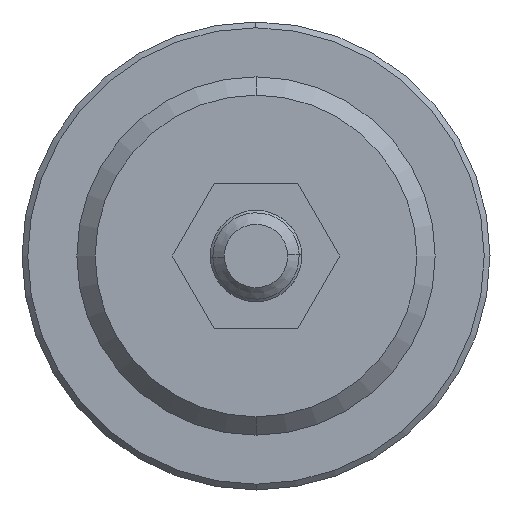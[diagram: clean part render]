
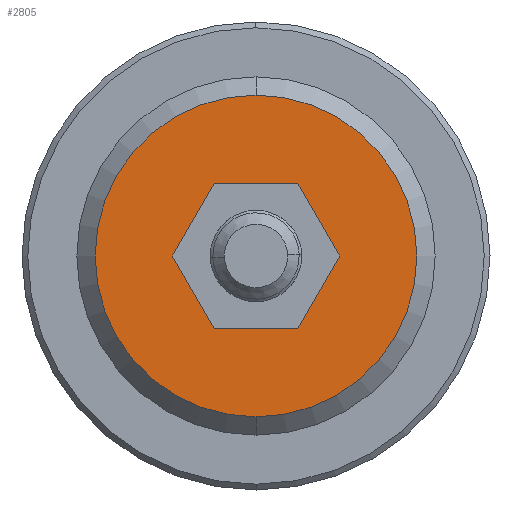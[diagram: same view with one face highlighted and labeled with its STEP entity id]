
A CAD part, front view. The second image highlights one B-rep face of the part: STEP entity #2805.
In plain terms, the highlighted planar face has unit normal (0, -1, 0).
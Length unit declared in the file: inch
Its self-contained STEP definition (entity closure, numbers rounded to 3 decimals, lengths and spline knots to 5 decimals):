
#1 = ORIENTED_EDGE ( 'NONE', *, *, #3904, .T. ) ;
#50 = DIRECTION ( 'NONE',  ( 0.5, 0., 0.866 ) ) ;
#184 = VECTOR ( 'NONE', #2560, 39.37008 ) ;
#204 = LINE ( 'NONE', #3180, #3244 ) ;
#253 = VECTOR ( 'NONE', #2653, 39.37008 ) ;
#303 = CARTESIAN_POINT ( 'NONE',  ( 0., 0., 0. ) ) ;
#367 = LINE ( 'NONE', #2287, #2223 ) ;
#502 = ORIENTED_EDGE ( 'NONE', *, *, #810, .F. ) ;
#608 = ORIENTED_EDGE ( 'NONE', *, *, #3259, .F. ) ;
#613 = DIRECTION ( 'NONE',  ( 0., -1., 0. ) ) ;
#628 = CARTESIAN_POINT ( 'NONE',  ( 0., 0., 0. ) ) ;
#736 = AXIS2_PLACEMENT_3D ( 'NONE', #1834, #613, #4825 ) ;
#753 = VERTEX_POINT ( 'NONE', #2651 ) ;
#810 = EDGE_CURVE ( 'NONE', #2117, #3950, #4560, .T. ) ;
#855 = VERTEX_POINT ( 'NONE', #1899 ) ;
#1053 = FACE_BOUND ( 'NONE', #4724, .T. ) ;
#1140 = CIRCLE ( 'NONE', #1759, 0.22 ) ;
#1142 = CARTESIAN_POINT ( 'NONE',  ( 0.11433, 0., 0. ) ) ;
#1230 = CARTESIAN_POINT ( 'NONE',  ( 0., 0., -0.22 ) ) ;
#1259 = EDGE_CURVE ( 'NONE', #855, #3949, #367, .T. ) ;
#1326 = ORIENTED_EDGE ( 'NONE', *, *, #1259, .F. ) ;
#1398 = CARTESIAN_POINT ( 'NONE',  ( -0.11433, 0., 0. ) ) ;
#1615 = EDGE_CURVE ( 'NONE', #2442, #753, #2840, .T. ) ;
#1759 = AXIS2_PLACEMENT_3D ( 'NONE', #628, #1851, #4511 ) ;
#1797 = CARTESIAN_POINT ( 'NONE',  ( 0.11433, 0., 0. ) ) ;
#1804 = LINE ( 'NONE', #4824, #184 ) ;
#1809 = DIRECTION ( 'NONE',  ( 0., 0., 1. ) ) ;
#1834 = CARTESIAN_POINT ( 'NONE',  ( 0., 0., 0. ) ) ;
#1842 = ORIENTED_EDGE ( 'NONE', *, *, #4569, .F. ) ;
#1851 = DIRECTION ( 'NONE',  ( 0., -1., 0. ) ) ;
#1899 = CARTESIAN_POINT ( 'NONE',  ( -0.05717, 0., 0.09902 ) ) ;
#2094 = EDGE_CURVE ( 'NONE', #3950, #2430, #3348, .T. ) ;
#2117 = VERTEX_POINT ( 'NONE', #3795 ) ;
#2148 = PLANE ( 'NONE',  #4110 ) ;
#2151 = VECTOR ( 'NONE', #3764, 39.37008 ) ;
#2223 = VECTOR ( 'NONE', #4869, 39.37008 ) ;
#2287 = CARTESIAN_POINT ( 'NONE',  ( -0.05717, 0., 0.09902 ) ) ;
#2427 = CARTESIAN_POINT ( 'NONE',  ( -0.05717, 0., -0.09902 ) ) ;
#2430 = VERTEX_POINT ( 'NONE', #4166 ) ;
#2442 = VERTEX_POINT ( 'NONE', #1230 ) ;
#2497 = ORIENTED_EDGE ( 'NONE', *, *, #1615, .T. ) ;
#2521 = LINE ( 'NONE', #2988, #2151 ) ;
#2560 = DIRECTION ( 'NONE',  ( 0.5, 0., -0.866 ) ) ;
#2651 = CARTESIAN_POINT ( 'NONE',  ( 0., 0., 0.22 ) ) ;
#2653 = DIRECTION ( 'NONE',  ( -0.5, 0., 0.866 ) ) ;
#2805 = ADVANCED_FACE ( 'NONE', ( #3275, #1053 ), #2148, .F. ) ;
#2840 = CIRCLE ( 'NONE', #736, 0.22 ) ;
#2956 = DIRECTION ( 'NONE',  ( 0., 1., 0. ) ) ;
#2988 = CARTESIAN_POINT ( 'NONE',  ( 0.05717, 0., 0.09902 ) ) ;
#3019 = EDGE_LOOP ( 'NONE', ( #1, #2497 ) ) ;
#3180 = CARTESIAN_POINT ( 'NONE',  ( -0.05717, 0., -0.09902 ) ) ;
#3202 = DIRECTION ( 'NONE',  ( 1., 0., 0. ) ) ;
#3244 = VECTOR ( 'NONE', #3202, 39.37008 ) ;
#3259 = EDGE_CURVE ( 'NONE', #3949, #4157, #1804, .T. ) ;
#3275 = FACE_OUTER_BOUND ( 'NONE', #3019, .T. ) ;
#3348 = LINE ( 'NONE', #1142, #253 ) ;
#3474 = ORIENTED_EDGE ( 'NONE', *, *, #4328, .F. ) ;
#3764 = DIRECTION ( 'NONE',  ( -1., 0., 0. ) ) ;
#3795 = CARTESIAN_POINT ( 'NONE',  ( 0.05717, 0., -0.09902 ) ) ;
#3904 = EDGE_CURVE ( 'NONE', #753, #2442, #1140, .T. ) ;
#3949 = VERTEX_POINT ( 'NONE', #1398 ) ;
#3950 = VERTEX_POINT ( 'NONE', #1797 ) ;
#4110 = AXIS2_PLACEMENT_3D ( 'NONE', #303, #2956, #1809 ) ;
#4148 = CARTESIAN_POINT ( 'NONE',  ( 0.05717, 0., -0.09902 ) ) ;
#4157 = VERTEX_POINT ( 'NONE', #2427 ) ;
#4166 = CARTESIAN_POINT ( 'NONE',  ( 0.05717, 0., 0.09902 ) ) ;
#4328 = EDGE_CURVE ( 'NONE', #2430, #855, #2521, .T. ) ;
#4511 = DIRECTION ( 'NONE',  ( 0., 0., 1. ) ) ;
#4560 = LINE ( 'NONE', #4148, #4751 ) ;
#4569 = EDGE_CURVE ( 'NONE', #4157, #2117, #204, .T. ) ;
#4623 = ORIENTED_EDGE ( 'NONE', *, *, #2094, .F. ) ;
#4724 = EDGE_LOOP ( 'NONE', ( #3474, #4623, #502, #1842, #608, #1326 ) ) ;
#4751 = VECTOR ( 'NONE', #50, 39.37008 ) ;
#4824 = CARTESIAN_POINT ( 'NONE',  ( -0.11433, 0., 0. ) ) ;
#4825 = DIRECTION ( 'NONE',  ( 0., 0., 1. ) ) ;
#4869 = DIRECTION ( 'NONE',  ( -0.5, 0., -0.866 ) ) ;
